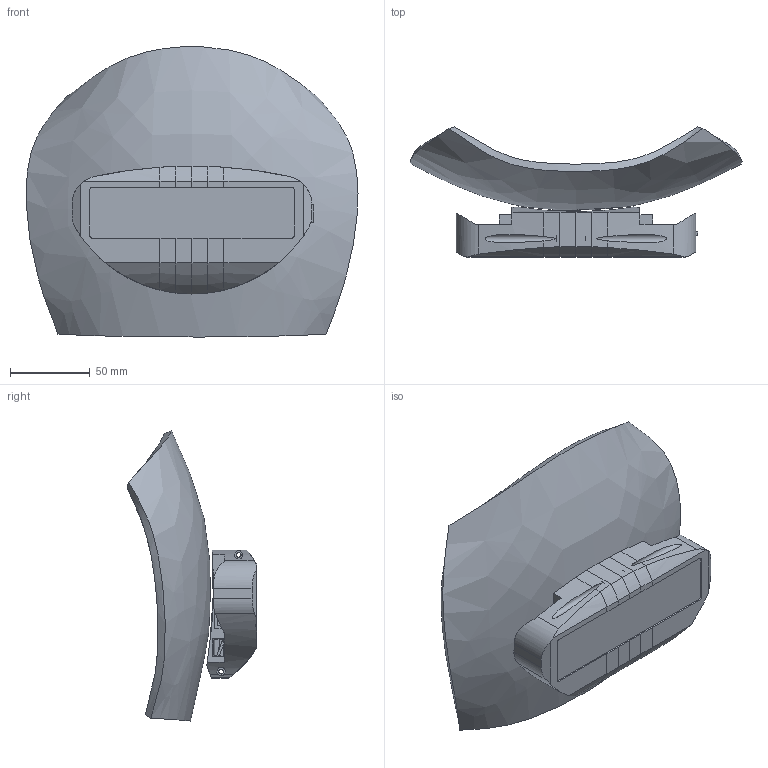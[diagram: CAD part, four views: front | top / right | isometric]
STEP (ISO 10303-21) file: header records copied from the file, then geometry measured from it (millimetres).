
FILE_DESCRIPTION(/* description */ (''),/* implementation_level */ '2;1');
FILE_NAME(/* name */ 'Case v25.step',/* time_stamp */ '2019-08-07T10:55:33+07:00',/* author */ (''),/* organization */ (''),/* preprocessor_version */ 'ST-DEVELOPER v18',/* originating_system */ 'Autodesk Translation Framework v8.2.0.1029',/* authorisation */ '');
FILE_SCHEMA (('AUTOMOTIVE_DESIGN { 1 0 10303 214 3 1 1 }'));
Length unit declared in the file: millimetre
Products named in the file (4): Case; argon_plus_proto; matrix mockup; LiPo 1200mAh mockup
Assembly tree (3 placements, depth 2):
  Case
    argon_plus_proto
    matrix mockup
    LiPo 1200mAh mockup
Bounding box: 207.58 x 81.16 x 181.35 mm (x, y, z)
Volume: 276561.5 mm3; surface area: 167049.3 mm2
Topology: 13 solids, 13 shells, 348 faces, 920 edges, 604 vertices
Faces by surface type: plane 219, cylinder 116, bspline 10, cone 3
Full cylindrical faces by diameter (mm): 2.5 x8, 3 x16, 5.4 x4
Entity records: 12016 total; most frequent: CARTESIAN_POINT 3126, ORIENTED_EDGE 1840, DIRECTION 1722, EDGE_CURVE 920, LINE 626, VECTOR 626, VERTEX_POINT 604, AXIS2_PLACEMENT_3D 548
